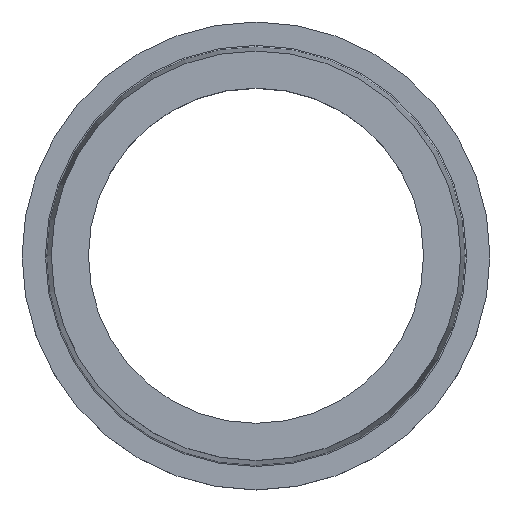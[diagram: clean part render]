
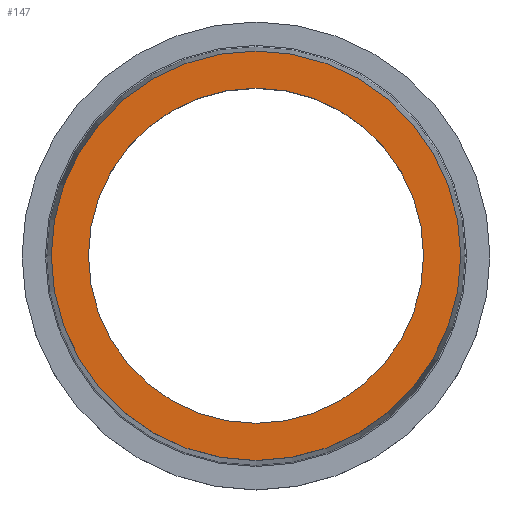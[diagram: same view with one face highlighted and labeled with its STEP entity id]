
A CAD part, top view. The second image highlights one B-rep face of the part: STEP entity #147.
In plain terms, the highlighted planar face has unit normal (0, 0, 1).
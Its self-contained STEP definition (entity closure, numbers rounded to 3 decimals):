
#3 = CIRCLE ( 'NONE', #303, 140. ) ;
#18 = CARTESIAN_POINT ( 'NONE',  ( 0., 140., 120. ) ) ;
#21 = DIRECTION ( 'NONE',  ( 0., 0., -1. ) ) ;
#35 = CIRCLE ( 'NONE', #427, 140. ) ;
#46 = DIRECTION ( 'NONE',  ( -1., 0., 0. ) ) ;
#52 = DIRECTION ( 'NONE',  ( 0., 0., -1. ) ) ;
#62 = CARTESIAN_POINT ( 'NONE',  ( -140., 0., 120. ) ) ;
#91 = PLANE ( 'NONE',  #111 ) ;
#111 = AXIS2_PLACEMENT_3D ( 'NONE', #18, #119, #384 ) ;
#119 = DIRECTION ( 'NONE',  ( 0., 0., 1. ) ) ;
#129 = CARTESIAN_POINT ( 'NONE',  ( 0., 0., 120. ) ) ;
#147 = ADVANCED_FACE ( 'NONE', ( #155, #268 ), #91, .T. ) ;
#155 = FACE_BOUND ( 'NONE', #207, .T. ) ;
#159 = DIRECTION ( 'NONE',  ( 0., 0., -1. ) ) ;
#169 = DIRECTION ( 'NONE',  ( -1., 0., 0. ) ) ;
#178 = ORIENTED_EDGE ( 'NONE', *, *, #313, .T. ) ;
#181 = ORIENTED_EDGE ( 'NONE', *, *, #237, .F. ) ;
#196 = AXIS2_PLACEMENT_3D ( 'NONE', #129, #238, #391 ) ;
#204 = CARTESIAN_POINT ( 'NONE',  ( -114.6, 0., 120. ) ) ;
#207 = EDGE_LOOP ( 'NONE', ( #178, #338 ) ) ;
#219 = CARTESIAN_POINT ( 'NONE',  ( 0., 0., 120. ) ) ;
#220 = EDGE_LOOP ( 'NONE', ( #255, #181 ) ) ;
#228 = CARTESIAN_POINT ( 'NONE',  ( 0., 0., 120. ) ) ;
#234 = EDGE_CURVE ( 'NONE', #377, #281, #35, .T. ) ;
#237 = EDGE_CURVE ( 'NONE', #281, #377, #3, .T. ) ;
#238 = DIRECTION ( 'NONE',  ( 0., 0., -1. ) ) ;
#255 = ORIENTED_EDGE ( 'NONE', *, *, #234, .F. ) ;
#258 = VERTEX_POINT ( 'NONE', #433 ) ;
#268 = FACE_OUTER_BOUND ( 'NONE', #220, .T. ) ;
#281 = VERTEX_POINT ( 'NONE', #320 ) ;
#283 = DIRECTION ( 'NONE',  ( -1., 0., 0. ) ) ;
#303 = AXIS2_PLACEMENT_3D ( 'NONE', #228, #159, #169 ) ;
#313 = EDGE_CURVE ( 'NONE', #448, #258, #451, .T. ) ;
#320 = CARTESIAN_POINT ( 'NONE',  ( 140., 0., 120. ) ) ;
#338 = ORIENTED_EDGE ( 'NONE', *, *, #385, .T. ) ;
#351 = CIRCLE ( 'NONE', #196, 114.6 ) ;
#377 = VERTEX_POINT ( 'NONE', #62 ) ;
#384 = DIRECTION ( 'NONE',  ( 1., 0., 0. ) ) ;
#385 = EDGE_CURVE ( 'NONE', #258, #448, #351, .T. ) ;
#387 = CARTESIAN_POINT ( 'NONE',  ( 0., 0., 120. ) ) ;
#391 = DIRECTION ( 'NONE',  ( -1., 0., 0. ) ) ;
#427 = AXIS2_PLACEMENT_3D ( 'NONE', #387, #52, #46 ) ;
#433 = CARTESIAN_POINT ( 'NONE',  ( 114.6, 0., 120. ) ) ;
#448 = VERTEX_POINT ( 'NONE', #204 ) ;
#451 = CIRCLE ( 'NONE', #465, 114.6 ) ;
#465 = AXIS2_PLACEMENT_3D ( 'NONE', #219, #21, #283 ) ;
